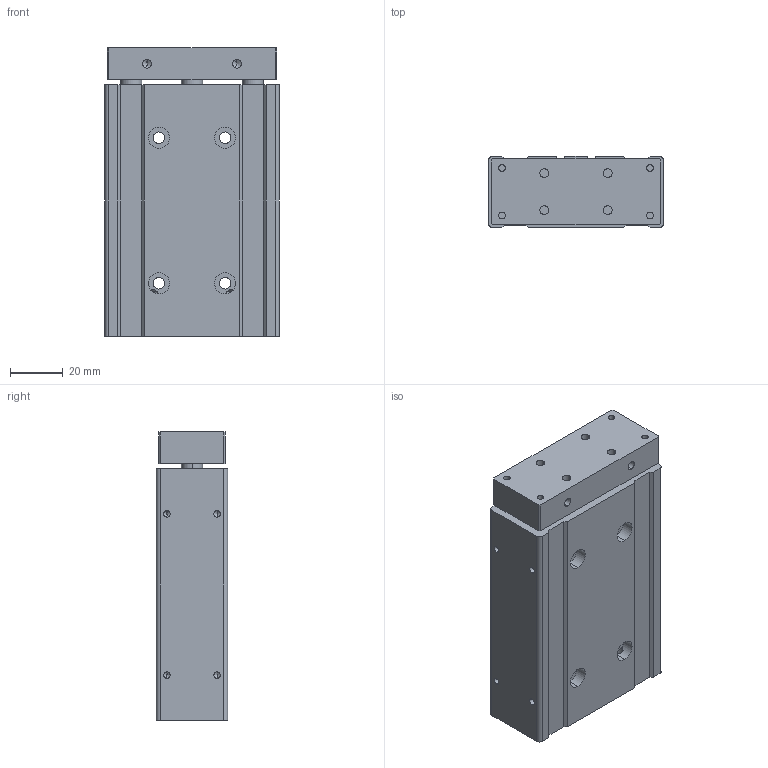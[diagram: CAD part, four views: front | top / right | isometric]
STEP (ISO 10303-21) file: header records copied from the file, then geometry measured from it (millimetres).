
FILE_DESCRIPTION (( 'STEP AP203' ), '1' );
FILE_NAME ('MCB-16 Corsa 50.STEP', '2007-04-19T12:50:44', ( 'Utente' ), ( '' ), 'SwSTEP 2.0', 'SolidWorks 2004231', '' );
FILE_SCHEMA (( 'CONFIG_CONTROL_DESIGN' ));
Length unit declared in the file: millimetre
Products named in the file (3): Testata; Corpo; MCB-16 Corsa 50
Assembly tree (2 placements, depth 2):
  MCB-16 Corsa 50
    Testata
    Corpo
Bounding box: 66 x 27 x 109 mm (x, y, z)
Volume: 171870.3 mm3; surface area: 39483.8 mm2
Topology: 2 solids, 2 shells, 204 faces, 528 edges, 322 vertices
Faces by surface type: cylinder 110, plane 58, cone 36
Entity records: 6461 total; most frequent: DIRECTION 1126, CARTESIAN_POINT 1119, ORIENTED_EDGE 984, EDGE_CURVE 492, AXIS2_PLACEMENT_3D 437, VERTEX_POINT 322, EDGE_LOOP 266, VECTOR 252
